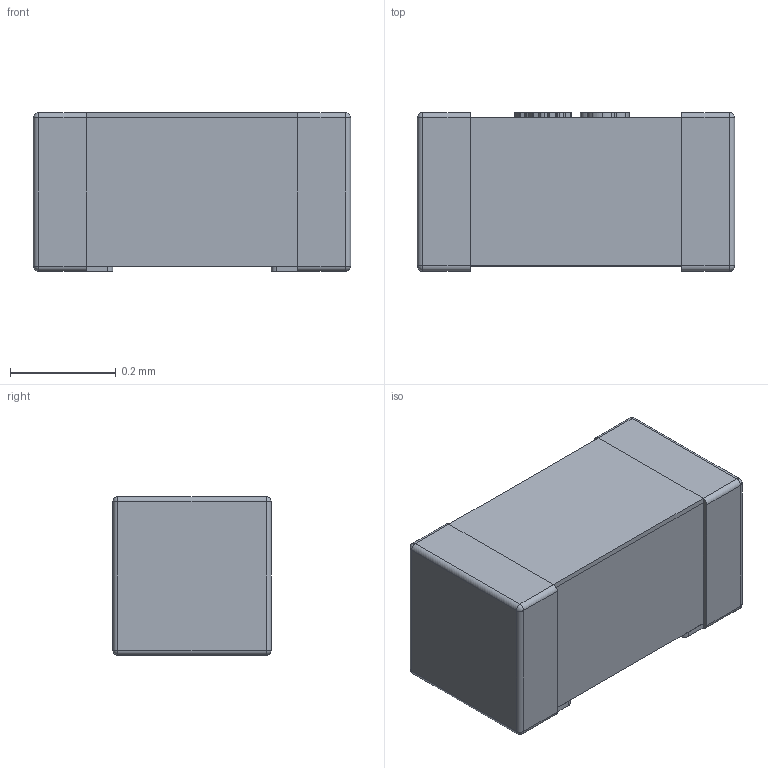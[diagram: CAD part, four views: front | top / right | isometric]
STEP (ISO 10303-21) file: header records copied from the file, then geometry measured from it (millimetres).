
FILE_DESCRIPTION(/* description */ ('Designed by EasyEDA Pro','CAx-IF Rec.Pracs.---Representation and Presentation of Product Manufacturing Information (PMI)---4.0---2014-10-13'),/* implementation_level */ '2;1');
FILE_NAME(/* name */ 'L0201.step',/* time_stamp */ '2025-01-24T17:45:37+08:00',/* author */ (''),/* organization */ (''),/* preprocessor_version */ 'ST-DEVELOPER v20',/* originating_system */ 'Autodesk Translation Framework v13.20.0.188',/* authorisation */ '');
FILE_SCHEMA (('AP242_MANAGED_MODEL_BASED_3D_ENGINEERING_MIM_LF { 1 0 10303 442 1 1 4 }'));
Length unit declared in the file: millimetre
Products named in the file (4): UYUB-PCBModel; UYUB-Board; UYUB-U1-L0201; COMPOUND
Assembly tree (3 placements, depth 3):
  UYUB-PCBModel
    UYUB-Board
    UYUB-U1-L0201
      COMPOUND
Bounding box: 0.6 x 0.3 x 0.3 mm (x, y, z)
Volume: 0.1 mm3; surface area: 1.5 mm2
Topology: 4 solids, 4 shells, 338 faces, 892 edges, 580 vertices
Faces by surface type: plane 198, bspline 105, cylinder 27, sphere 8
Entity records: 11736 total; most frequent: CARTESIAN_POINT 3672, ORIENTED_EDGE 1768, DIRECTION 1372, EDGE_CURVE 884, LINE 620, VECTOR 620, VERTEX_POINT 580, AXIS2_PLACEMENT_3D 376
